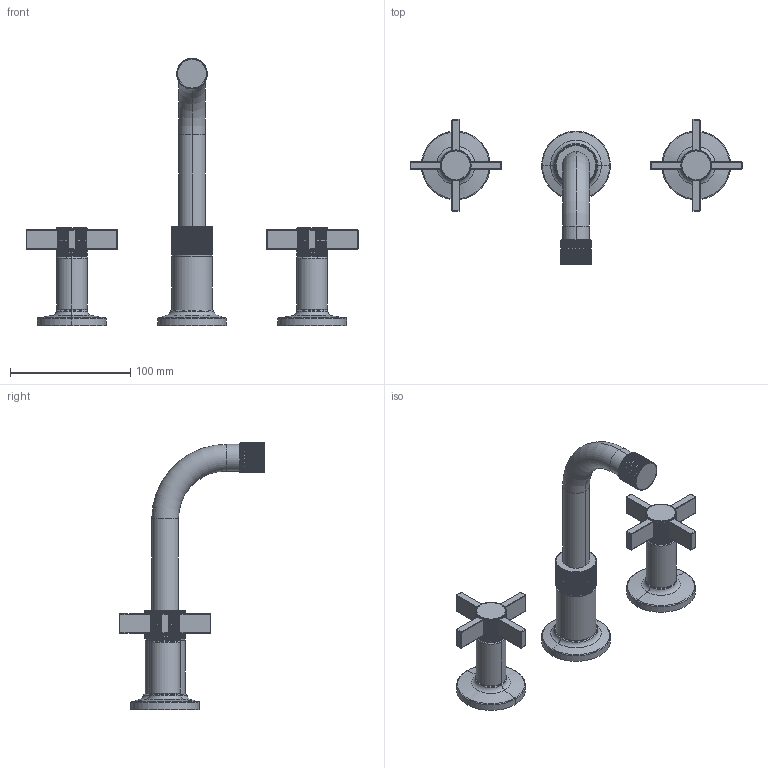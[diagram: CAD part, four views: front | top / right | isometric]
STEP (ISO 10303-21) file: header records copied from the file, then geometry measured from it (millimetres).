
FILE_DESCRIPTION((''),'2;1');
FILE_NAME('3-3241_SW0001','2020-11-30T14:28:00',('rsmith'),(''),'CREO PARAMETRIC BY PTC INC, 2018400','CREO PARAMETRIC BY PTC INC, 2018400','');
FILE_SCHEMA(('AUTOMOTIVE_DESIGN { 1 0 10303 214 1 1 1 1 }'));
Length unit declared in the file: inch
Products named in the file (1): 3-3241_SW0001
Bounding box: 276.2 x 120.9 x 222.25 mm (x, y, z)
Volume: 294901.7 mm3; surface area: 64858.3 mm2
Topology: 3 solids, 3 shells, 1291 faces, 3620 edges, 2348 vertices
Faces by surface type: plane 731, cylinder 462, torus 60, sphere 32, bspline 6
Entity records: 69718 total; most frequent: CARTESIAN_POINT 17327, ORIENTED_EDGE 7240, DIRECTION 5868, PRESENTATION_STYLE_ASSIGNMENT 4914, STYLED_ITEM 3623, CURVE_STYLE 3620, EDGE_CURVE 3620, VERTEX_POINT 2348
